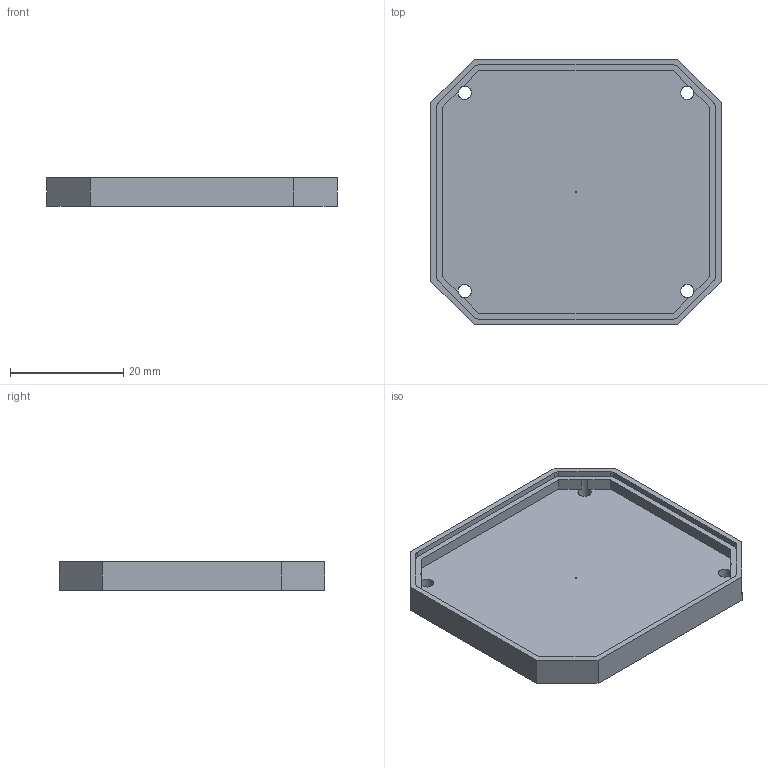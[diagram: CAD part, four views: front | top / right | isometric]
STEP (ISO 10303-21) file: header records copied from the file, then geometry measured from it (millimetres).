
FILE_DESCRIPTION((''),'2;1');
FILE_NAME('MicroLab_Front_Cover.stp','2012-11-01T16:18:26',('gsousa'),(''),'Autodesk Inventor 2013','Autodesk Inventor 2013','');
FILE_SCHEMA(('AUTOMOTIVE_DESIGN { 1 0 10303 214 1 1 1 1 }'));
Length unit declared in the file: millimetre
Products named in the file (1): MicroLab_Front_Cover
Bounding box: 51.3 x 47 x 5.03 mm (x, y, z)
Volume: 5499.6 mm3; surface area: 6016 mm2
Topology: 1 solids, 1 shells, 45 faces, 135 edges, 90 vertices
Faces by surface type: plane 32, cylinder 13
Full cylindrical faces by diameter (mm): 0.2 x1, 2.34 x4
Entity records: 1563 total; most frequent: CARTESIAN_POINT 258, ORIENTED_EDGE 252, DIRECTION 248, EDGE_CURVE 126, VECTOR 96, LINE 96, VERTEX_POINT 86, AXIS2_PLACEMENT_3D 76
